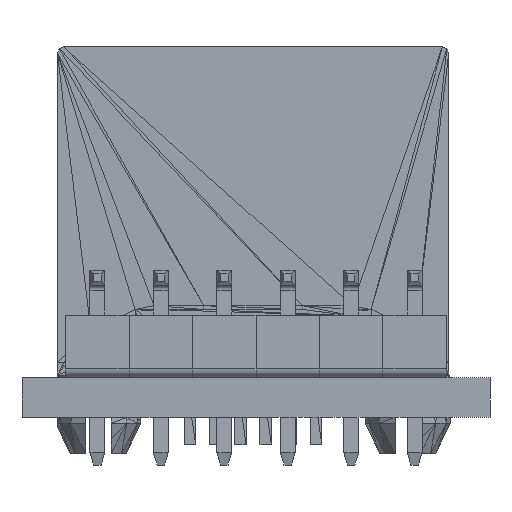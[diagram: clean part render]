
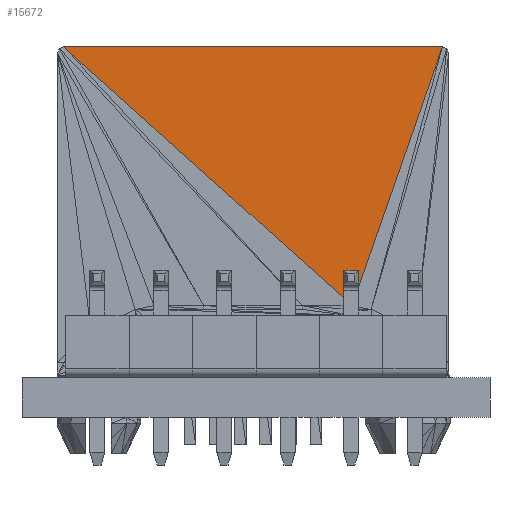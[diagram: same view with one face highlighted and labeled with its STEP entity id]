
A CAD part, left-side view. The second image highlights one B-rep face of the part: STEP entity #15672.
In plain terms, the highlighted face is planar.
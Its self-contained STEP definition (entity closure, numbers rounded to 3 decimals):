
#15298 = VERTEX_POINT('',#15299);
#15299 = CARTESIAN_POINT('',(-7.549,6.428,
    13.135));
#15632 = VERTEX_POINT('',#15633);
#15633 = CARTESIAN_POINT('',(7.607,6.428,
    13.135));
#15639 = EDGE_CURVE('',#15632,#15298,#15640,.T.);
#15640 = LINE('',#15641,#15642);
#15641 = CARTESIAN_POINT('',(7.607,6.428,
    13.135));
#15642 = VECTOR('',#15643,1.);
#15643 = DIRECTION('',(-1.,0.,0.));
#15653 = EDGE_CURVE('',#15298,#15654,#15656,.T.);
#15654 = VERTEX_POINT('',#15655);
#15655 = CARTESIAN_POINT('',(-3.937,6.428,
    2.779));
#15656 = LINE('',#15657,#15658);
#15657 = CARTESIAN_POINT('',(-7.549,6.428,
    13.135));
#15658 = VECTOR('',#15659,1.);
#15659 = DIRECTION('',(0.329,0.,-0.944));
#15672 = ADVANCED_FACE('',(#15673),#15683,.F.);
#15673 = FACE_BOUND('',#15674,.T.);
#15674 = EDGE_LOOP('',(#15675,#15676,#15682));
#15675 = ORIENTED_EDGE('',*,*,#15639,.F.);
#15676 = ORIENTED_EDGE('',*,*,#15677,.T.);
#15677 = EDGE_CURVE('',#15632,#15654,#15678,.T.);
#15678 = LINE('',#15679,#15680);
#15679 = CARTESIAN_POINT('',(7.607,6.428,
    13.135));
#15680 = VECTOR('',#15681,1.);
#15681 = DIRECTION('',(-0.744,0.,-0.668));
#15682 = ORIENTED_EDGE('',*,*,#15653,.F.);
#15683 = PLANE('',#15684);
#15684 = AXIS2_PLACEMENT_3D('',#15685,#15686,#15687);
#15685 = CARTESIAN_POINT('',(-7.549,6.428,
    13.135));
#15686 = DIRECTION('',(0.,-1.,0.));
#15687 = DIRECTION('',(0.,0.,-1.));
